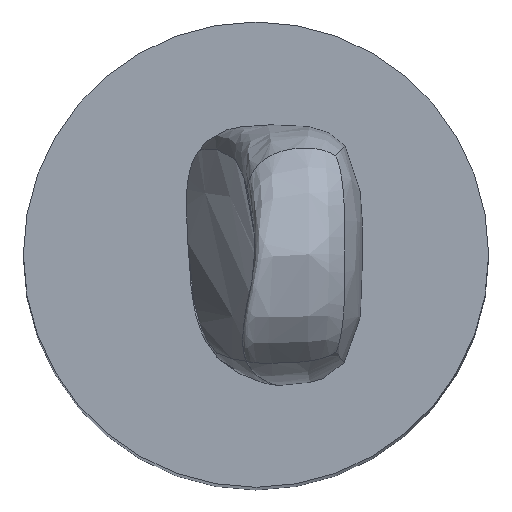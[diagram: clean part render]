
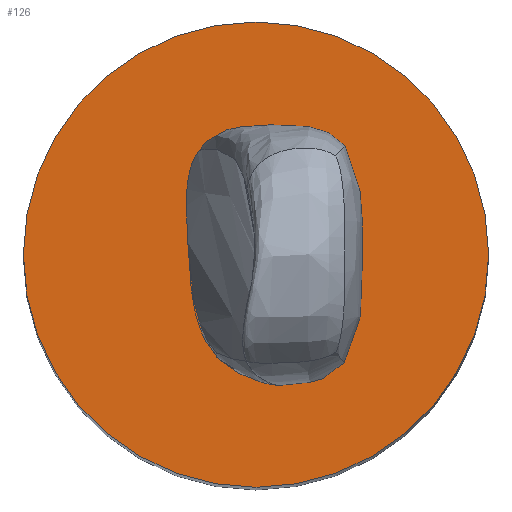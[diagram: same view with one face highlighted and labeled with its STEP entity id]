
A CAD part, top view. The second image highlights one B-rep face of the part: STEP entity #126.
In plain terms, the highlighted planar face has unit normal (0, 0, 1).
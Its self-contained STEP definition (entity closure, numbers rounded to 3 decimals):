
#35=PLANE('',#160);
#38=FACE_OUTER_BOUND('',#47,.T.);
#47=EDGE_LOOP('',(#96,#97));
#57=CIRCLE('',#156,6.);
#58=CIRCLE('',#157,6.);
#61=VERTEX_POINT('',#181);
#62=VERTEX_POINT('',#182);
#73=EDGE_CURVE('',#61,#62,#57,.T.);
#74=EDGE_CURVE('',#62,#61,#58,.T.);
#96=ORIENTED_EDGE('',*,*,#73,.T.);
#97=ORIENTED_EDGE('',*,*,#74,.T.);
#126=ADVANCED_FACE('',(#38),#35,.T.);
#156=AXIS2_PLACEMENT_3D('',#183,#166,#167);
#157=AXIS2_PLACEMENT_3D('',#184,#168,#169);
#160=AXIS2_PLACEMENT_3D('',#190,#175,#176);
#166=DIRECTION('center_axis',(0.,0.,1.));
#167=DIRECTION('ref_axis',(1.,0.,0.));
#168=DIRECTION('center_axis',(0.,0.,1.));
#169=DIRECTION('ref_axis',(1.,0.,0.));
#175=DIRECTION('center_axis',(0.,0.,1.));
#176=DIRECTION('ref_axis',(1.,0.,0.));
#181=CARTESIAN_POINT('',(6.,0.,40.));
#182=CARTESIAN_POINT('',(-6.,0.,40.));
#183=CARTESIAN_POINT('Origin',(0.,0.,40.));
#184=CARTESIAN_POINT('Origin',(0.,0.,40.));
#190=CARTESIAN_POINT('Origin',(0.,0.,40.));
